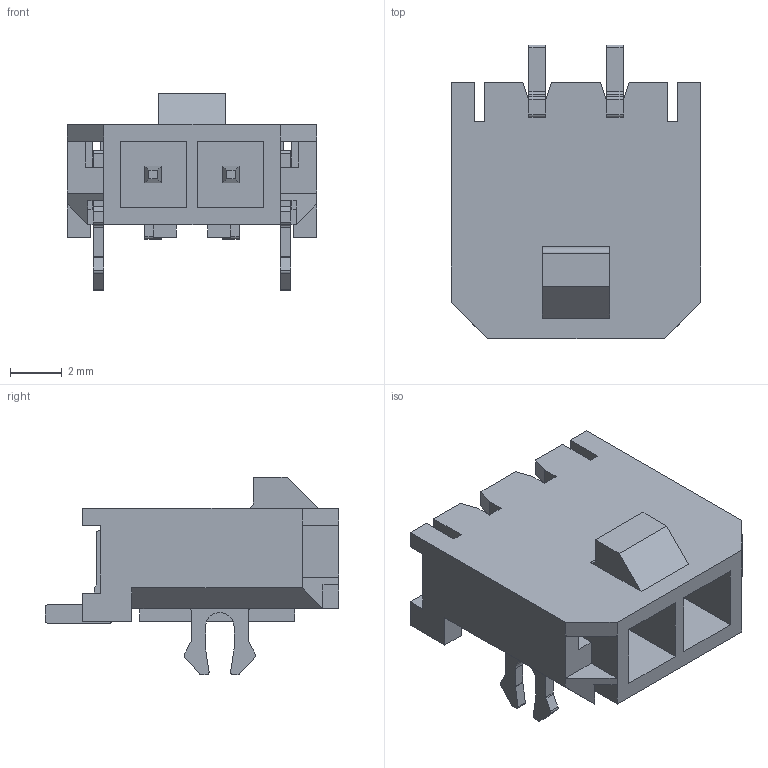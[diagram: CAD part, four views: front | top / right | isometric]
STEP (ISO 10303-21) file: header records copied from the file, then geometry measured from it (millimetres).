
FILE_DESCRIPTION(/* description */ ('Unknown'),/* implementation_level */ '2;1');
FILE_NAME(/* name */ '662102130822',/* time_stamp */ '2016-06-15T15:32:48+02:00',/* author */ ('Unknown'),/* organization */ ('Unknown'),/* preprocessor_version */ 'ST-DEVELOPER v16.7',/* originating_system */ 'DEX',/* authorisation */ $);
FILE_SCHEMA (('AUTOMOTIVE_DESIGN { 1 0 10303 214 3 1 1 }','AUTOMOTIVE_DESIGN {1 0 10303 214 3 1 1}'));
Length unit declared in the file: millimetre
Products named in the file (4): 6621xx130822; 662102130822; 6621xx130822_Hook
Assembly tree (5 placements, depth 2):
  6621xx130822
    662102130822
    6621xx130822  x2
    6621xx130822_Hook  x2
Bounding box: 9.65 x 11.35 x 7.62 mm (x, y, z)
Volume: 244 mm3; surface area: 752.6 mm2
Topology: 5 solids, 5 shells, 290 faces, 825 edges, 540 vertices
Faces by surface type: plane 227, cylinder 63
Full cylindrical faces by diameter (mm): 1.3 x2
Entity records: 7062 total; most frequent: CARTESIAN_POINT 1240, ORIENTED_EDGE 1232, DIRECTION 1124, EDGE_CURVE 616, LINE 552, VECTOR 552, VERTEX_POINT 402, AXIS2_PLACEMENT_3D 286
